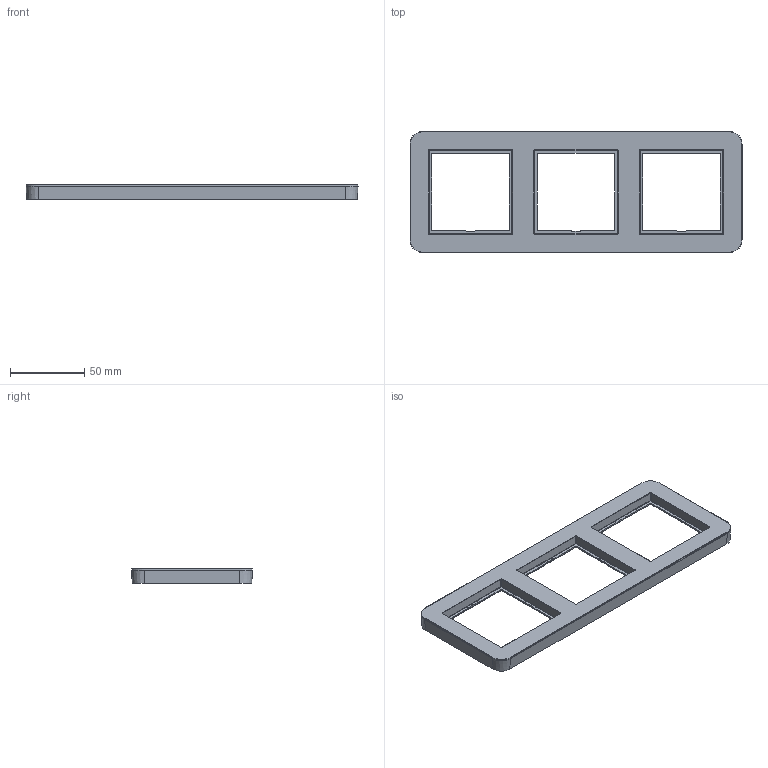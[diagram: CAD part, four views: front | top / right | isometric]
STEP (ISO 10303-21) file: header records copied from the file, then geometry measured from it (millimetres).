
FILE_DESCRIPTION((''),'2;1');
FILE_NAME('WAD7300_GEN_ASM','2025-04-09T08:20:34',('andolfs'),(''),'CREO PARAMETRIC BY PTC INC, 2023154','CREO PARAMETRIC BY PTC INC, 2023154','');
FILE_SCHEMA(('CONFIG_CONTROL_DESIGN','SHAPE_APPEARANCE_LAYERS_GROUPS'));
Products named in the file (3): W4G0077_18; W1A2316_GEN; WAD7300_GEN_ASM
Assembly tree (2 placements, depth 2):
  WAD7300_GEN_ASM
    W4G0077_18
    W1A2316_GEN
Bounding box: 223.5 x 81.5 x 10 mm (x, y, z)
Volume: 29391.5 mm3; surface area: 38378.3 mm2
Topology: 1 solids, 1 shells, 2951 faces, 7830 edges, 5052 vertices
Faces by surface type: plane 1263, extrusion 798, cylinder 396, bspline 298, sphere 96, torus 52, cone 36, revolution 12
Entity records: 139391 total; most frequent: CARTESIAN_POINT 47448, ORIENTED_EDGE 15660, DIRECTION 11200, EDGE_CURVE 7830, VECTOR 5428, VERTEX_POINT 5052, LINE 4630, PRESENTATION_STYLE_ASSIGNMENT 3761
